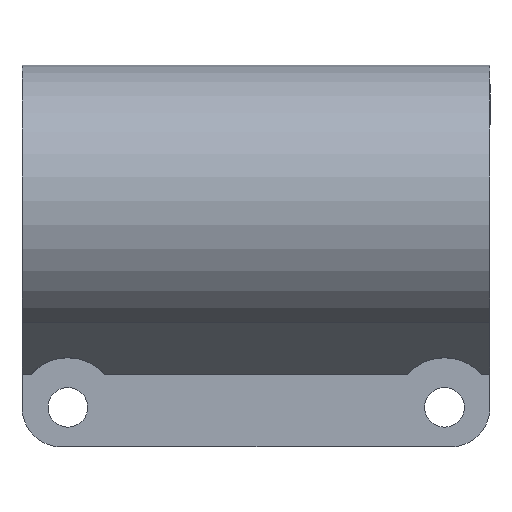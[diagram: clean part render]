
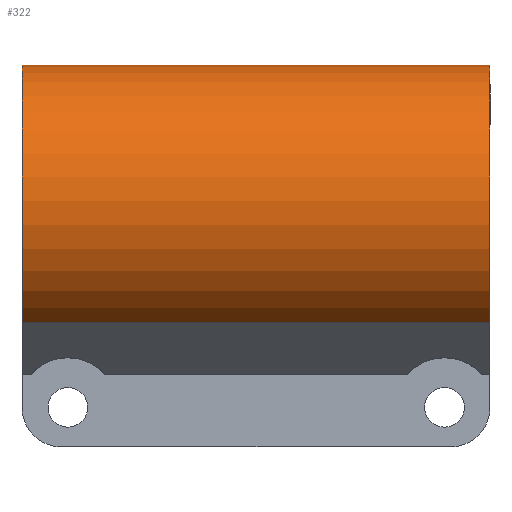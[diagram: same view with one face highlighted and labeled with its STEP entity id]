
A CAD part, front view. The second image highlights one B-rep face of the part: STEP entity #322.
In plain terms, the highlighted cylindrical face has radius 7.001 mm (diameter 14.002 mm), a partial arc.
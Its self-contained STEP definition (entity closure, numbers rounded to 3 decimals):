
#39=FACE_OUTER_BOUND('',#60,.T.);
#60=EDGE_LOOP('',(#273,#274,#275,#276));
#92=LINE('',#552,#121);
#93=LINE('',#554,#122);
#121=VECTOR('',#449,10.);
#122=VECTOR('',#452,10.);
#135=CIRCLE('',#358,7.001);
#138=CIRCLE('',#364,7.001);
#160=VERTEX_POINT('',#523);
#161=VERTEX_POINT('',#525);
#167=VERTEX_POINT('',#543);
#168=VERTEX_POINT('',#545);
#194=EDGE_CURVE('',#160,#161,#135,.F.);
#204=EDGE_CURVE('',#167,#168,#138,.F.);
#208=EDGE_CURVE('',#168,#160,#92,.T.);
#209=EDGE_CURVE('',#161,#167,#93,.T.);
#273=ORIENTED_EDGE('',*,*,#194,.F.);
#274=ORIENTED_EDGE('',*,*,#208,.F.);
#275=ORIENTED_EDGE('',*,*,#204,.F.);
#276=ORIENTED_EDGE('',*,*,#209,.F.);
#307=CYLINDRICAL_SURFACE('',#367,7.001);
#322=ADVANCED_FACE('',(#39),#307,.T.);
#358=AXIS2_PLACEMENT_3D('',#526,#422,#423);
#364=AXIS2_PLACEMENT_3D('',#546,#441,#442);
#367=AXIS2_PLACEMENT_3D('',#553,#450,#451);
#422=DIRECTION('center_axis',(-1.,0.,0.));
#423=DIRECTION('ref_axis',(0.,-0.176,0.984));
#441=DIRECTION('center_axis',(1.,0.,0.));
#442=DIRECTION('ref_axis',(0.,-0.176,0.984));
#449=DIRECTION('',(1.,0.,0.));
#450=DIRECTION('center_axis',(-1.,0.,0.));
#451=DIRECTION('ref_axis',(0.,-0.176,0.984));
#452=DIRECTION('',(-1.,0.,0.));
#523=CARTESIAN_POINT('',(42.542,-5.792,19.835));
#525=CARTESIAN_POINT('',(42.542,-13.027,7.847));
#526=CARTESIAN_POINT('Origin',(42.542,-9.4,13.835));
#543=CARTESIAN_POINT('',(18.935,-13.027,7.847));
#545=CARTESIAN_POINT('',(18.935,-5.792,19.835));
#546=CARTESIAN_POINT('Origin',(18.935,-9.4,13.835));
#552=CARTESIAN_POINT('',(43.542,-5.792,19.835));
#553=CARTESIAN_POINT('Origin',(43.542,-9.4,13.835));
#554=CARTESIAN_POINT('',(43.542,-13.027,7.847));
